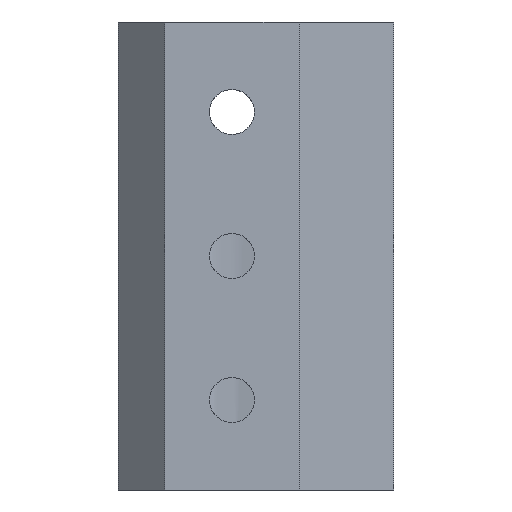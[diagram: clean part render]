
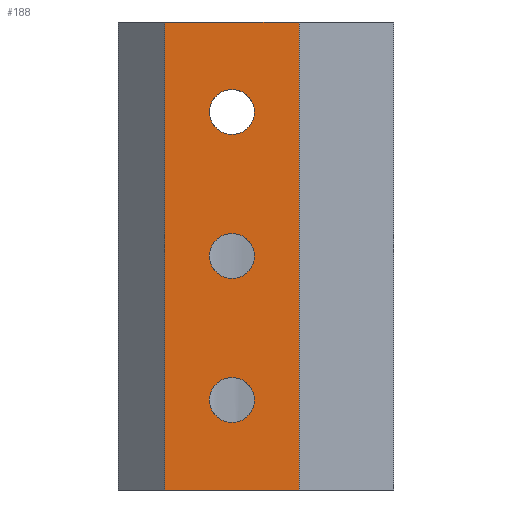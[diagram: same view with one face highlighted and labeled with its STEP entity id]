
A CAD part, front view. The second image highlights one B-rep face of the part: STEP entity #188.
In plain terms, the highlighted planar face has unit normal (0, -1, 0).
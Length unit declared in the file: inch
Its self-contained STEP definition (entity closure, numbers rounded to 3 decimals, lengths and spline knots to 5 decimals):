
#16 = EDGE_LOOP ( 'NONE', ( #812, #1133, #263, #440 ) ) ;
#37 = AXIS2_PLACEMENT_3D ( 'NONE', #691, #1567, #484 ) ;
#79 = CARTESIAN_POINT ( 'NONE',  ( 0., -3.5625, 1.23438 ) ) ;
#100 = PLANE ( 'NONE',  #1871 ) ;
#141 = VECTOR ( 'NONE', #2437, 39.37008 ) ;
#157 = CARTESIAN_POINT ( 'NONE',  ( 0., -3.5625, 0.3125 ) ) ;
#163 = CIRCLE ( 'NONE', #901, 0.07813 ) ;
#188 = ADVANCED_FACE ( 'NONE', ( #1406, #1636, #539, #902 ), #100, .F. ) ;
#263 = ORIENTED_EDGE ( 'NONE', *, *, #961, .F. ) ;
#266 = VERTEX_POINT ( 'NONE', #1267 ) ;
#277 = CARTESIAN_POINT ( 'NONE',  ( 0., -3.5625, 1.39063 ) ) ;
#303 = DIRECTION ( 'NONE',  ( 0., 0., 1. ) ) ;
#334 = CARTESIAN_POINT ( 'NONE',  ( 0., -3.5625, 0.8125 ) ) ;
#346 = DIRECTION ( 'NONE',  ( 0., 1., 0. ) ) ;
#375 = LINE ( 'NONE', #1495, #1308 ) ;
#377 = ORIENTED_EDGE ( 'NONE', *, *, #1867, .T. ) ;
#396 = ORIENTED_EDGE ( 'NONE', *, *, #563, .T. ) ;
#410 = EDGE_CURVE ( 'NONE', #546, #266, #1950, .T. ) ;
#430 = CIRCLE ( 'NONE', #2281, 0.07813 ) ;
#440 = ORIENTED_EDGE ( 'NONE', *, *, #1110, .F. ) ;
#484 = DIRECTION ( 'NONE',  ( 0., 0., 1. ) ) ;
#530 = EDGE_CURVE ( 'NONE', #1627, #546, #1826, .T. ) ;
#534 = DIRECTION ( 'NONE',  ( 0., 0., -1. ) ) ;
#539 = FACE_BOUND ( 'NONE', #2756, .T. ) ;
#546 = VERTEX_POINT ( 'NONE', #1620 ) ;
#563 = EDGE_CURVE ( 'NONE', #2781, #1668, #163, .T. ) ;
#590 = CARTESIAN_POINT ( 'NONE',  ( 0., -3.5625, 0.89063 ) ) ;
#602 = DIRECTION ( 'NONE',  ( 0., 0., 1. ) ) ;
#673 = CARTESIAN_POINT ( 'NONE',  ( -0.5625, -3.5625, 0. ) ) ;
#681 = AXIS2_PLACEMENT_3D ( 'NONE', #705, #880, #2043 ) ;
#691 = CARTESIAN_POINT ( 'NONE',  ( 0., -3.5625, 0.8125 ) ) ;
#705 = CARTESIAN_POINT ( 'NONE',  ( 0., -3.5625, 1.3125 ) ) ;
#728 = CARTESIAN_POINT ( 'NONE',  ( 0.233, -3.5625, 1.625 ) ) ;
#795 = EDGE_LOOP ( 'NONE', ( #2092, #396 ) ) ;
#805 = CARTESIAN_POINT ( 'NONE',  ( -0.233, -3.5625, 1.625 ) ) ;
#812 = ORIENTED_EDGE ( 'NONE', *, *, #530, .T. ) ;
#880 = DIRECTION ( 'NONE',  ( 0., 1., 0. ) ) ;
#888 = VERTEX_POINT ( 'NONE', #277 ) ;
#897 = CARTESIAN_POINT ( 'NONE',  ( 0., -3.5625, 0.39063 ) ) ;
#901 = AXIS2_PLACEMENT_3D ( 'NONE', #334, #346, #1014 ) ;
#902 = FACE_OUTER_BOUND ( 'NONE', #16, .T. ) ;
#961 = EDGE_CURVE ( 'NONE', #1512, #266, #2658, .T. ) ;
#1014 = DIRECTION ( 'NONE',  ( 0., 0., 1. ) ) ;
#1025 = VERTEX_POINT ( 'NONE', #79 ) ;
#1029 = VECTOR ( 'NONE', #534, 39.37008 ) ;
#1110 = EDGE_CURVE ( 'NONE', #1627, #1512, #375, .T. ) ;
#1133 = ORIENTED_EDGE ( 'NONE', *, *, #410, .T. ) ;
#1179 = CIRCLE ( 'NONE', #37, 0.07813 ) ;
#1198 = DIRECTION ( 'NONE',  ( -1., 0., 0. ) ) ;
#1249 = VECTOR ( 'NONE', #1519, 39.37008 ) ;
#1257 = VERTEX_POINT ( 'NONE', #2265 ) ;
#1266 = CIRCLE ( 'NONE', #681, 0.07813 ) ;
#1267 = CARTESIAN_POINT ( 'NONE',  ( 0.233, -3.5625, 0. ) ) ;
#1308 = VECTOR ( 'NONE', #2167, 39.37008 ) ;
#1323 = CARTESIAN_POINT ( 'NONE',  ( 0.233, -3.5625, 1.62504 ) ) ;
#1375 = CARTESIAN_POINT ( 'NONE',  ( -0.233, -3.5625, 1.62504 ) ) ;
#1406 = FACE_BOUND ( 'NONE', #795, .T. ) ;
#1437 = AXIS2_PLACEMENT_3D ( 'NONE', #157, #2800, #602 ) ;
#1480 = CIRCLE ( 'NONE', #1437, 0.07813 ) ;
#1491 = DIRECTION ( 'NONE',  ( 0., 1., 0. ) ) ;
#1495 = CARTESIAN_POINT ( 'NONE',  ( -0.5625, -3.5625, 1.625 ) ) ;
#1512 = VERTEX_POINT ( 'NONE', #728 ) ;
#1519 = DIRECTION ( 'NONE',  ( 1., 0., 0. ) ) ;
#1536 = CARTESIAN_POINT ( 'NONE',  ( 0., -3.5625, 1.3125 ) ) ;
#1542 = VERTEX_POINT ( 'NONE', #897 ) ;
#1567 = DIRECTION ( 'NONE',  ( 0., 1., 0. ) ) ;
#1620 = CARTESIAN_POINT ( 'NONE',  ( -0.233, -3.5625, 0. ) ) ;
#1627 = VERTEX_POINT ( 'NONE', #805 ) ;
#1636 = FACE_BOUND ( 'NONE', #2830, .T. ) ;
#1668 = VERTEX_POINT ( 'NONE', #590 ) ;
#1684 = CIRCLE ( 'NONE', #2063, 0.07813 ) ;
#1720 = EDGE_CURVE ( 'NONE', #1025, #888, #1684, .T. ) ;
#1826 = LINE ( 'NONE', #1375, #1029 ) ;
#1867 = EDGE_CURVE ( 'NONE', #888, #1025, #1266, .T. ) ;
#1871 = AXIS2_PLACEMENT_3D ( 'NONE', #2086, #2451, #1198 ) ;
#1896 = EDGE_CURVE ( 'NONE', #1668, #2781, #1179, .T. ) ;
#1950 = LINE ( 'NONE', #673, #1249 ) ;
#1992 = ORIENTED_EDGE ( 'NONE', *, *, #2107, .T. ) ;
#2043 = DIRECTION ( 'NONE',  ( 0., 0., 1. ) ) ;
#2063 = AXIS2_PLACEMENT_3D ( 'NONE', #1536, #1491, #2369 ) ;
#2086 = CARTESIAN_POINT ( 'NONE',  ( -0.5625, -3.5625, 1.125 ) ) ;
#2092 = ORIENTED_EDGE ( 'NONE', *, *, #1896, .T. ) ;
#2107 = EDGE_CURVE ( 'NONE', #1542, #1257, #1480, .T. ) ;
#2167 = DIRECTION ( 'NONE',  ( 1., 0., 0. ) ) ;
#2181 = CARTESIAN_POINT ( 'NONE',  ( 0., -3.5625, 0.73438 ) ) ;
#2265 = CARTESIAN_POINT ( 'NONE',  ( 0., -3.5625, 0.23438 ) ) ;
#2279 = DIRECTION ( 'NONE',  ( 0., 1., 0. ) ) ;
#2281 = AXIS2_PLACEMENT_3D ( 'NONE', #2699, #2279, #303 ) ;
#2369 = DIRECTION ( 'NONE',  ( 0., 0., 1. ) ) ;
#2437 = DIRECTION ( 'NONE',  ( 0., 0., -1. ) ) ;
#2451 = DIRECTION ( 'NONE',  ( 0., 1., 0. ) ) ;
#2478 = ORIENTED_EDGE ( 'NONE', *, *, #1720, .T. ) ;
#2513 = EDGE_CURVE ( 'NONE', #1257, #1542, #430, .T. ) ;
#2658 = LINE ( 'NONE', #1323, #141 ) ;
#2699 = CARTESIAN_POINT ( 'NONE',  ( 0., -3.5625, 0.3125 ) ) ;
#2756 = EDGE_LOOP ( 'NONE', ( #1992, #2795 ) ) ;
#2781 = VERTEX_POINT ( 'NONE', #2181 ) ;
#2795 = ORIENTED_EDGE ( 'NONE', *, *, #2513, .T. ) ;
#2800 = DIRECTION ( 'NONE',  ( 0., 1., 0. ) ) ;
#2830 = EDGE_LOOP ( 'NONE', ( #377, #2478 ) ) ;
